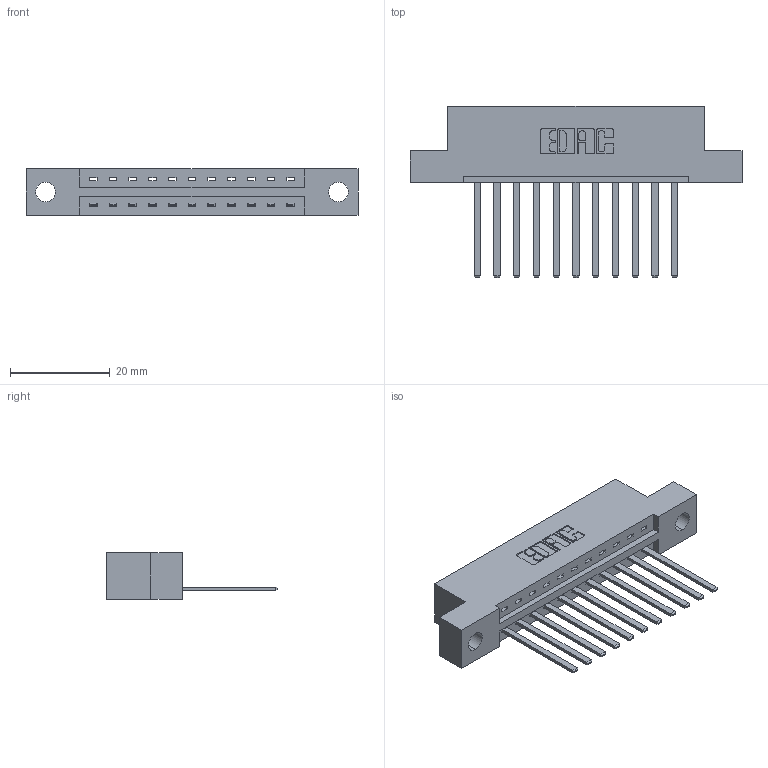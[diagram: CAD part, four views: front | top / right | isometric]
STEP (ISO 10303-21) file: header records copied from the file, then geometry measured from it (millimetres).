
FILE_DESCRIPTION (( 'STEP AP203' ), '1' );
FILE_NAME ('337-011-544-104.STEP', '2019-09-27T23:17:40', ( '' ), ( '' ), 'SwSTEP 2.0', 'SolidWorks 2016', '' );
FILE_SCHEMA (( 'CONFIG_CONTROL_DESIGN' ));
Length unit declared in the file: inch
Products named in the file (3): 345-292-001_345-293-144; 337 Part_Flush Mounting Lugs - 0.156 Dia-TH; 337-011-544-104
Assembly tree (12 placements, depth 2):
  337-011-544-104
    337 Part_Flush Mounting Lugs - 0.156 Dia-TH
    345-292-001_345-293-144  x11
Bounding box: 66.6 x 34.3 x 9.4 mm (x, y, z)
Volume: 6573.4 mm3; surface area: 6835 mm2
Topology: 12 solids, 12 shells, 730 faces, 2181 edges, 1438 vertices
Faces by surface type: plane 532, cylinder 198
Entity records: 12005 total; most frequent: CARTESIAN_POINT 2095, ORIENTED_EDGE 2042, DIRECTION 1823, EDGE_CURVE 1021, VECTOR 897, LINE 897, VERTEX_POINT 678, AXIS2_PLACEMENT_3D 463
